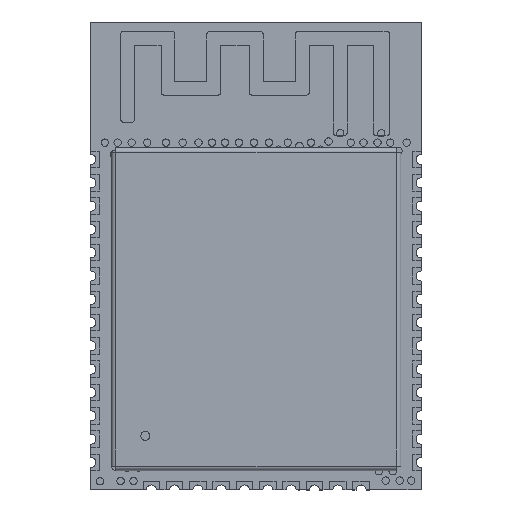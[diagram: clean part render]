
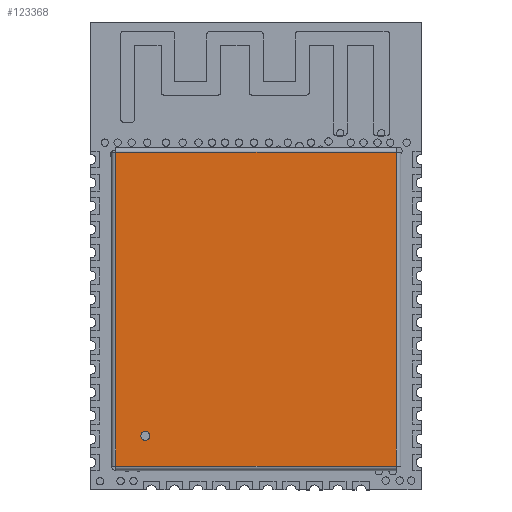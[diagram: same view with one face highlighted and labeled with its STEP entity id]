
A CAD part, top view. The second image highlights one B-rep face of the part: STEP entity #123368.
In plain terms, the highlighted planar face has unit normal (0, 0, 1).
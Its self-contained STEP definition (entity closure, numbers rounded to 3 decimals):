
#2390 = VERTEX_POINT ( 'NONE', #17659 ) ;
#5520 = VERTEX_POINT ( 'NONE', #74214 ) ;
#5577 = DIRECTION ( 'NONE',  ( 0., 0., 1. ) ) ;
#6617 = CARTESIAN_POINT ( 'NONE',  ( -7.65, 8.55, 2.3 ) ) ;
#9436 = DIRECTION ( 'NONE',  ( 1., 0., 0. ) ) ;
#10271 = CARTESIAN_POINT ( 'NONE',  ( -7.9, 8.55, 2.3 ) ) ;
#14079 = EDGE_LOOP ( 'NONE', ( #142018, #32064 ) ) ;
#15764 = VERTEX_POINT ( 'NONE', #6617 ) ;
#17357 = FACE_OUTER_BOUND ( 'NONE', #57284, .T. ) ;
#17659 = CARTESIAN_POINT ( 'NONE',  ( -7.65, -8.55, 2.3 ) ) ;
#26524 = CIRCLE ( 'NONE', #114296, 0.25 ) ;
#28525 = EDGE_CURVE ( 'NONE', #2390, #64456, #69134, .T. ) ;
#32064 = ORIENTED_EDGE ( 'NONE', *, *, #105693, .F. ) ;
#32093 = CARTESIAN_POINT ( 'NONE',  ( -6.03, -6.91, 2.3 ) ) ;
#35923 = DIRECTION ( 'NONE',  ( 0., 0., 1. ) ) ;
#44986 = VERTEX_POINT ( 'NONE', #123007 ) ;
#45383 = EDGE_CURVE ( 'NONE', #15764, #2390, #52148, .T. ) ;
#50143 = EDGE_CURVE ( 'NONE', #121770, #44986, #26524, .T. ) ;
#52148 = LINE ( 'NONE', #100020, #84828 ) ;
#53465 = DIRECTION ( 'NONE',  ( 1., 0., 0. ) ) ;
#54962 = AXIS2_PLACEMENT_3D ( 'NONE', #32093, #80011, #127905 ) ;
#56191 = AXIS2_PLACEMENT_3D ( 'NONE', #113154, #5577, #53465 ) ;
#57284 = EDGE_LOOP ( 'NONE', ( #73663, #137554, #90882, #149449 ) ) ;
#58184 = DIRECTION ( 'NONE',  ( -1., 0., 0. ) ) ;
#64456 = VERTEX_POINT ( 'NONE', #104257 ) ;
#65208 = PLANE ( 'NONE',  #56191 ) ;
#68421 = VECTOR ( 'NONE', #9436, 1000. ) ;
#69098 = CARTESIAN_POINT ( 'NONE',  ( -5.78, -6.91, 2.3 ) ) ;
#69134 = LINE ( 'NONE', #117030, #68421 ) ;
#73663 = ORIENTED_EDGE ( 'NONE', *, *, #105258, .T. ) ;
#74214 = CARTESIAN_POINT ( 'NONE',  ( 7.65, 8.55, 2.3 ) ) ;
#80011 = DIRECTION ( 'NONE',  ( 0., 0., 1. ) ) ;
#81974 = VECTOR ( 'NONE', #135327, 1000. ) ;
#83811 = DIRECTION ( 'NONE',  ( 1., 0., 0. ) ) ;
#84828 = VECTOR ( 'NONE', #147957, 1000. ) ;
#87369 = CARTESIAN_POINT ( 'NONE',  ( 7.65, 8.8, 2.3 ) ) ;
#90882 = ORIENTED_EDGE ( 'NONE', *, *, #28525, .T. ) ;
#100020 = CARTESIAN_POINT ( 'NONE',  ( -7.65, -8.8, 2.3 ) ) ;
#104257 = CARTESIAN_POINT ( 'NONE',  ( 7.65, -8.55, 2.3 ) ) ;
#105258 = EDGE_CURVE ( 'NONE', #5520, #15764, #117865, .T. ) ;
#105585 = EDGE_CURVE ( 'NONE', #64456, #5520, #110213, .T. ) ;
#105693 = EDGE_CURVE ( 'NONE', #44986, #121770, #122640, .T. ) ;
#110213 = LINE ( 'NONE', #87369, #81974 ) ;
#113154 = CARTESIAN_POINT ( 'NONE',  ( 0., 0., 2.3 ) ) ;
#114296 = AXIS2_PLACEMENT_3D ( 'NONE', #143536, #35923, #83811 ) ;
#117030 = CARTESIAN_POINT ( 'NONE',  ( 7.9, -8.55, 2.3 ) ) ;
#117865 = LINE ( 'NONE', #10271, #142630 ) ;
#121770 = VERTEX_POINT ( 'NONE', #69098 ) ;
#122640 = CIRCLE ( 'NONE', #54962, 0.25 ) ;
#123007 = CARTESIAN_POINT ( 'NONE',  ( -6.28, -6.91, 2.3 ) ) ;
#123368 = ADVANCED_FACE ( 'NONE', ( #124923, #17357 ), #65208, .T. ) ;
#124923 = FACE_BOUND ( 'NONE', #14079, .T. ) ;
#127905 = DIRECTION ( 'NONE',  ( 1., 0., 0. ) ) ;
#135327 = DIRECTION ( 'NONE',  ( 0., 1., 0. ) ) ;
#137554 = ORIENTED_EDGE ( 'NONE', *, *, #45383, .T. ) ;
#142018 = ORIENTED_EDGE ( 'NONE', *, *, #50143, .F. ) ;
#142630 = VECTOR ( 'NONE', #58184, 1000. ) ;
#143536 = CARTESIAN_POINT ( 'NONE',  ( -6.03, -6.91, 2.3 ) ) ;
#147957 = DIRECTION ( 'NONE',  ( 0., -1., 0. ) ) ;
#149449 = ORIENTED_EDGE ( 'NONE', *, *, #105585, .T. ) ;
